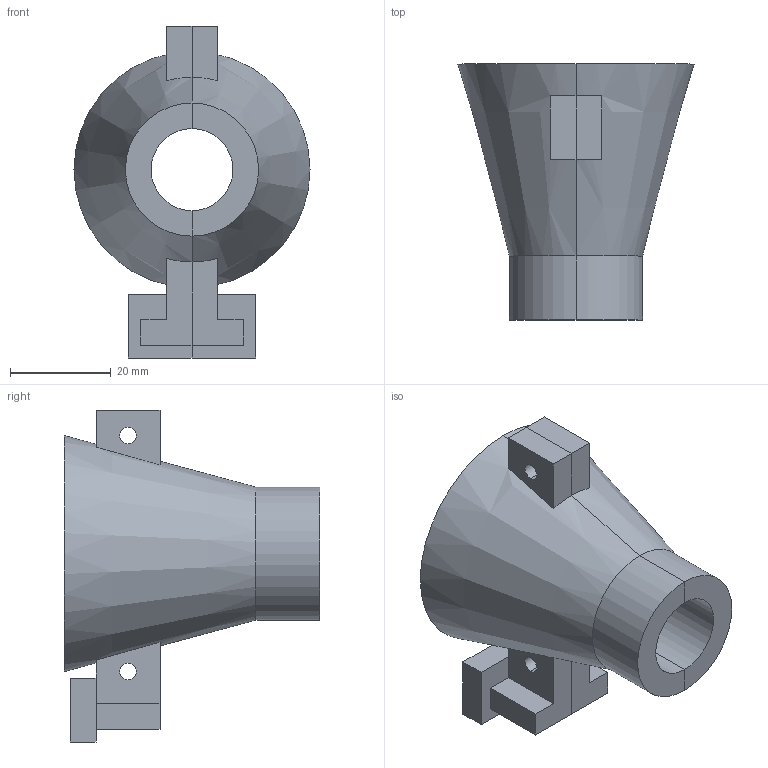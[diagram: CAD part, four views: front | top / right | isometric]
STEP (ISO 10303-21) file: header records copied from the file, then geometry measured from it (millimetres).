
FILE_DESCRIPTION (( 'STEP AP203' ), '1' );
FILE_NAME ('Sepratory Funnel Holder.STEP', '2024-06-01T21:19:45', ( '' ), ( '' ), 'SwSTEP 2.0', 'SolidWorks 2022', '' );
FILE_SCHEMA (( 'CONFIG_CONTROL_DESIGN' ));
Length unit declared in the file: inch
Products named in the file (1): Sepratory Funnel Holder
Bounding box: 46.83 x 50.8 x 65.88 mm (x, y, z)
Volume: 28690.1 mm3; surface area: 14603.2 mm2
Topology: 2 solids, 2 shells, 54 faces, 148 edges, 98 vertices
Faces by surface type: plane 38, cylinder 12, cone 4
Entity records: 1809 total; most frequent: CARTESIAN_POINT 313, ORIENTED_EDGE 296, DIRECTION 290, EDGE_CURVE 148, VECTOR 108, LINE 108, VERTEX_POINT 98, AXIS2_PLACEMENT_3D 91
